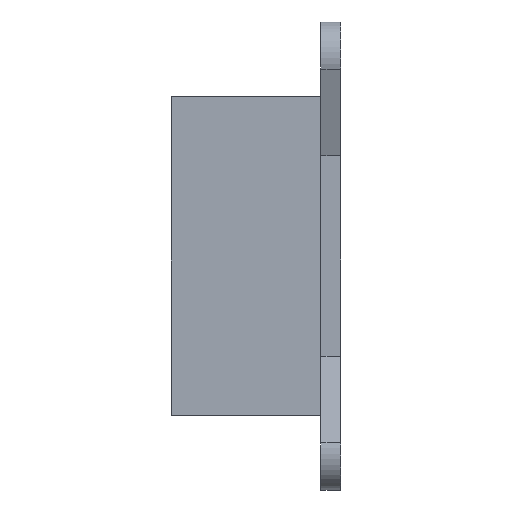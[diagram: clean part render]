
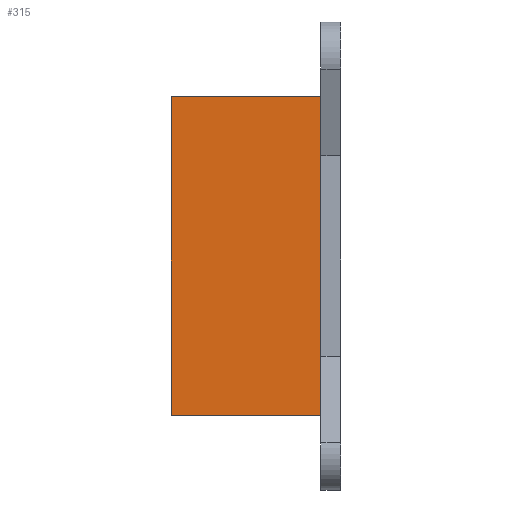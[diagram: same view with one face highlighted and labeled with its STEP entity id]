
A CAD part, left-side view. The second image highlights one B-rep face of the part: STEP entity #315.
In plain terms, the highlighted planar face has unit normal (-1, 0, 0).
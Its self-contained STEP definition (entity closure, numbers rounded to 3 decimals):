
#58 = VERTEX_POINT ( 'NONE', #792 ) ;
#123 = EDGE_CURVE ( 'NONE', #1759, #595, #362, .T. ) ;
#129 = CARTESIAN_POINT ( 'NONE',  ( -18.5, 17., 16. ) ) ;
#179 = ORIENTED_EDGE ( 'NONE', *, *, #123, .T. ) ;
#210 = DIRECTION ( 'NONE',  ( 0., -1., 0. ) ) ;
#235 = LINE ( 'NONE', #1679, #1757 ) ;
#278 = PLANE ( 'NONE',  #1146 ) ;
#315 = ADVANCED_FACE ( 'NONE', ( #1578 ), #278, .F. ) ;
#362 = LINE ( 'NONE', #683, #727 ) ;
#421 = CARTESIAN_POINT ( 'NONE',  ( -18.5, 2., 16. ) ) ;
#463 = EDGE_CURVE ( 'NONE', #58, #1331, #235, .T. ) ;
#501 = EDGE_CURVE ( 'NONE', #1331, #595, #735, .T. ) ;
#506 = LINE ( 'NONE', #1513, #986 ) ;
#582 = CARTESIAN_POINT ( 'NONE',  ( -18.5, 17., 0. ) ) ;
#595 = VERTEX_POINT ( 'NONE', #421 ) ;
#683 = CARTESIAN_POINT ( 'NONE',  ( -18.5, 2., 0. ) ) ;
#698 = ORIENTED_EDGE ( 'NONE', *, *, #463, .F. ) ;
#727 = VECTOR ( 'NONE', #952, 1000. ) ;
#735 = LINE ( 'NONE', #129, #1148 ) ;
#792 = CARTESIAN_POINT ( 'NONE',  ( -18.5, 17., -16. ) ) ;
#819 = DIRECTION ( 'NONE',  ( 0., 0., 1. ) ) ;
#952 = DIRECTION ( 'NONE',  ( 0., 0., 1. ) ) ;
#965 = ORIENTED_EDGE ( 'NONE', *, *, #501, .F. ) ;
#986 = VECTOR ( 'NONE', #210, 1000. ) ;
#1019 = DIRECTION ( 'NONE',  ( 0., -1., 0. ) ) ;
#1040 = CARTESIAN_POINT ( 'NONE',  ( -18.5, 17., 16. ) ) ;
#1146 = AXIS2_PLACEMENT_3D ( 'NONE', #582, #1433, #1570 ) ;
#1148 = VECTOR ( 'NONE', #1019, 1000. ) ;
#1176 = CARTESIAN_POINT ( 'NONE',  ( -18.5, 2., -16. ) ) ;
#1200 = EDGE_LOOP ( 'NONE', ( #179, #965, #698, #1375 ) ) ;
#1331 = VERTEX_POINT ( 'NONE', #1040 ) ;
#1375 = ORIENTED_EDGE ( 'NONE', *, *, #1527, .T. ) ;
#1433 = DIRECTION ( 'NONE',  ( 1., 0., 0. ) ) ;
#1513 = CARTESIAN_POINT ( 'NONE',  ( -18.5, 17., -16. ) ) ;
#1527 = EDGE_CURVE ( 'NONE', #58, #1759, #506, .T. ) ;
#1570 = DIRECTION ( 'NONE',  ( 0., 0., -1. ) ) ;
#1578 = FACE_OUTER_BOUND ( 'NONE', #1200, .T. ) ;
#1679 = CARTESIAN_POINT ( 'NONE',  ( -18.5, 17., 0. ) ) ;
#1757 = VECTOR ( 'NONE', #819, 1000. ) ;
#1759 = VERTEX_POINT ( 'NONE', #1176 ) ;
